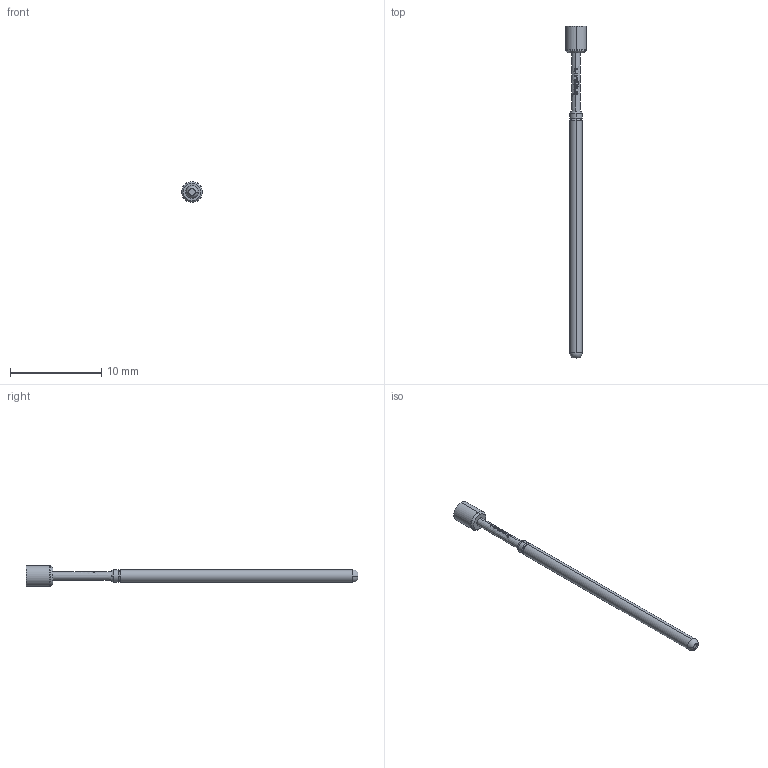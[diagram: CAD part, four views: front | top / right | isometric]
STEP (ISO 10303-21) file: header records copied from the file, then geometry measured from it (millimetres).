
FILE_DESCRIPTION (( 'STEP AP203' ), '1' );
FILE_NAME ('INGUN_GKS-100_006_225_A_xx00_LH.STEP', '2021-10-29T08:45:10', ( 'ochi' ), ( '' ), 'SwSTEP 2.0', 'SolidWorks 2018', '' );
FILE_SCHEMA (( 'CONFIG_CONTROL_DESIGN' ));
Length unit declared in the file: millimetre
Products named in the file (1): INGUN_GKS-100_006_225_A_xx00_LH
Bounding box: 2.3 x 36.3 x 2.3 mm (x, y, z)
Volume: 52 mm3; surface area: 178.6 mm2
Topology: 1 solids, 1 shells, 139 faces, 363 edges, 229 vertices
Faces by surface type: bspline 62, plane 33, cone 22, cylinder 14, torus 6, sphere 2
Entity records: 5342 total; most frequent: CARTESIAN_POINT 2504, ORIENTED_EDGE 722, EDGE_CURVE 361, DIRECTION 343, VERTEX_POINT 229, B_SPLINE_CURVE_WITH_KNOTS 204, EDGE_LOOP 144, ADVANCED_FACE 139
